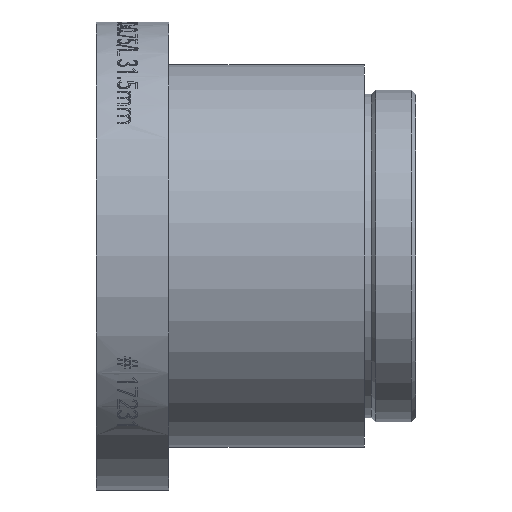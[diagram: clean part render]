
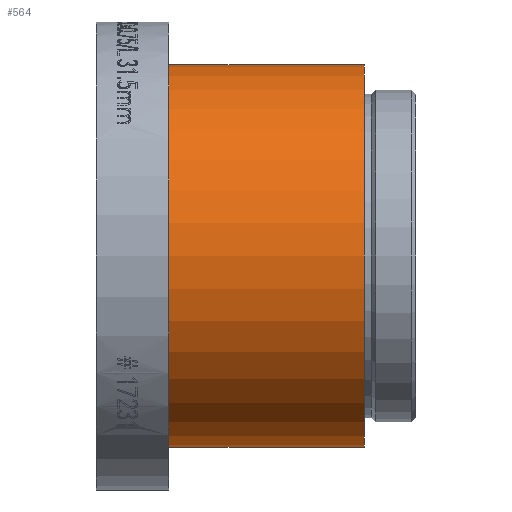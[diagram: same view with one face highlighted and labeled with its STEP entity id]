
A CAD part, front view. The second image highlights one B-rep face of the part: STEP entity #564.
In plain terms, the highlighted cylindrical face has radius 22.5 mm (diameter 45 mm), a full revolution.
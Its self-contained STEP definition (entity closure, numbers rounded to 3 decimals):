
#564=ADVANCED_FACE('',(#716,#717),#645,.T.);
#645=CYLINDRICAL_SURFACE('',#2684,22.5);
#716=FACE_BOUND('',#829,.T.);
#717=FACE_BOUND('',#830,.T.);
#829=EDGE_LOOP('',(#991));
#830=EDGE_LOOP('',(#992));
#991=ORIENTED_EDGE('',*,*,#2243,.T.);
#992=ORIENTED_EDGE('',*,*,#2244,.F.);
#1825=VERTEX_POINT('',#2989);
#1826=VERTEX_POINT('',#2991);
#2243=EDGE_CURVE('',#1825,#1825,#2661,.T.);
#2244=EDGE_CURVE('',#1826,#1826,#2662,.T.);
#2661=CIRCLE('',#2682,22.5);
#2662=CIRCLE('',#2683,22.5);
#2682=AXIS2_PLACEMENT_3D('',#2988,#2785,#2786);
#2683=AXIS2_PLACEMENT_3D('',#2990,#2787,#2788);
#2684=AXIS2_PLACEMENT_3D('',#2992,#2789,#2790);
#2785=DIRECTION('',(-1.,0.,0.));
#2786=DIRECTION('',(0.,0.,1.));
#2787=DIRECTION('',(-1.,0.,0.));
#2788=DIRECTION('',(0.,0.,1.));
#2789=DIRECTION('',(-1.,0.,0.));
#2790=DIRECTION('',(0.,0.,1.));
#2988=CARTESIAN_POINT('',(31.5,0.,0.));
#2989=CARTESIAN_POINT('',(31.5,0.,22.5));
#2990=CARTESIAN_POINT('',(8.5,0.,0.));
#2991=CARTESIAN_POINT('',(8.5,0.,22.5));
#2992=CARTESIAN_POINT('',(0.,0.,0.));
